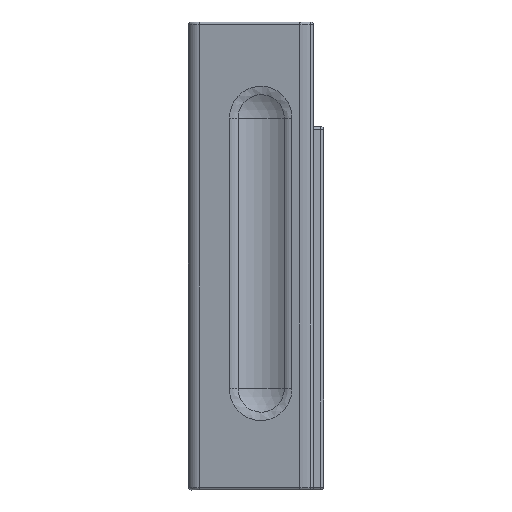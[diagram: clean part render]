
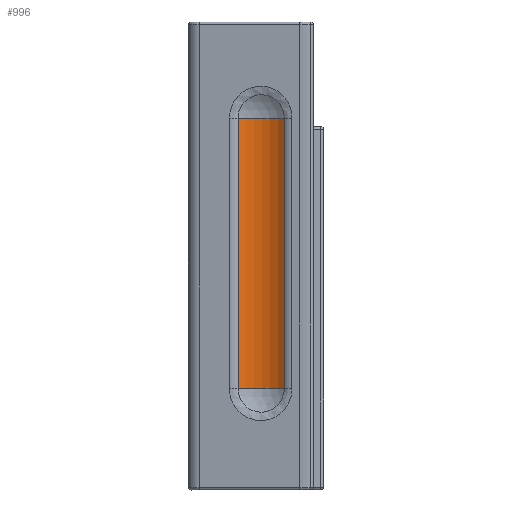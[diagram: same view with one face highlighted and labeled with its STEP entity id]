
A CAD part, top view. The second image highlights one B-rep face of the part: STEP entity #996.
In plain terms, the highlighted cylindrical face has radius 14 mm (diameter 28 mm), a partial arc.
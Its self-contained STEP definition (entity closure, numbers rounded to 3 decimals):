
#55 = CYLINDRICAL_SURFACE('',#56,5.);
#56 = AXIS2_PLACEMENT_3D('',#57,#58,#59);
#57 = CARTESIAN_POINT('',(15.696,-40.,
    31.865));
#58 = DIRECTION('',(0.,1.,0.));
#59 = DIRECTION('',(-0.208,0.,0.978));
#171 = CYLINDRICAL_SURFACE('',#172,5.);
#172 = AXIS2_PLACEMENT_3D('',#173,#174,#175);
#173 = CARTESIAN_POINT('',(-2.849,40.,
    27.923));
#174 = DIRECTION('',(0.,-1.,0.));
#175 = DIRECTION('',(-0.208,0.,0.978)
  );
#387 = VERTEX_POINT('',#388);
#388 = CARTESIAN_POINT('',(12.355,-40.,
    35.584));
#413 = EDGE_CURVE('',#387,#414,#416,.T.);
#414 = VERTEX_POINT('',#415);
#415 = CARTESIAN_POINT('',(12.355,40.,
    35.584));
#416 = SURFACE_CURVE('',#417,(#421,#428),.PCURVE_S1.);
#417 = LINE('',#418,#419);
#418 = CARTESIAN_POINT('',(12.355,-40.,
    35.584));
#419 = VECTOR('',#420,1.);
#420 = DIRECTION('',(0.,1.,0.));
#421 = PCURVE('',#55,#422);
#422 = DEFINITIONAL_REPRESENTATION('',(#423),#427);
#423 = LINE('',#424,#425);
#424 = CARTESIAN_POINT('',(-0.522,0.));
#425 = VECTOR('',#426,1.);
#426 = DIRECTION('',(-0.,1.));
#427 = ( GEOMETRIC_REPRESENTATION_CONTEXT(2) 
PARAMETRIC_REPRESENTATION_CONTEXT() REPRESENTATION_CONTEXT('2D SPACE',''
  ) );
#428 = PCURVE('',#429,#434);
#429 = CYLINDRICAL_SURFACE('',#430,14.);
#430 = AXIS2_PLACEMENT_3D('',#431,#432,#433);
#431 = CARTESIAN_POINT('',(3.,-40.,46.));
#432 = DIRECTION('',(0.,1.,0.));
#433 = DIRECTION('',(0.,0.,1.));
#434 = DEFINITIONAL_REPRESENTATION('',(#435),#439);
#435 = LINE('',#436,#437);
#436 = CARTESIAN_POINT('',(-3.873,0.));
#437 = VECTOR('',#438,1.);
#438 = DIRECTION('',(-0.,1.));
#439 = ( GEOMETRIC_REPRESENTATION_CONTEXT(2) 
PARAMETRIC_REPRESENTATION_CONTEXT() REPRESENTATION_CONTEXT('2D SPACE',''
  ) );
#471 = VERTEX_POINT('',#472);
#472 = CARTESIAN_POINT('',(-1.31,-40.,
    32.68));
#522 = SPHERICAL_SURFACE('',#523,14.);
#523 = AXIS2_PLACEMENT_3D('',#524,#525,#526);
#524 = CARTESIAN_POINT('',(3.,-40.,46.));
#525 = DIRECTION('',(0.,-1.,0.));
#526 = DIRECTION('',(0.,0.,1.));
#558 = VERTEX_POINT('',#559);
#559 = CARTESIAN_POINT('',(-1.31,40.,
    32.68));
#584 = SPHERICAL_SURFACE('',#585,14.);
#585 = AXIS2_PLACEMENT_3D('',#586,#587,#588);
#586 = CARTESIAN_POINT('',(3.,40.,46.));
#587 = DIRECTION('',(0.,-1.,0.));
#588 = DIRECTION('',(0.,0.,1.));
#642 = EDGE_CURVE('',#558,#471,#643,.T.);
#643 = SURFACE_CURVE('',#644,(#648,#655),.PCURVE_S1.);
#644 = LINE('',#645,#646);
#645 = CARTESIAN_POINT('',(-1.31,40.,
    32.68));
#646 = VECTOR('',#647,1.);
#647 = DIRECTION('',(0.,-1.,0.));
#648 = PCURVE('',#171,#649);
#649 = DEFINITIONAL_REPRESENTATION('',(#650),#654);
#650 = LINE('',#651,#652);
#651 = CARTESIAN_POINT('',(-0.522,0.));
#652 = VECTOR('',#653,1.);
#653 = DIRECTION('',(-0.,1.));
#654 = ( GEOMETRIC_REPRESENTATION_CONTEXT(2) 
PARAMETRIC_REPRESENTATION_CONTEXT() REPRESENTATION_CONTEXT('2D SPACE',''
  ) );
#655 = PCURVE('',#429,#656);
#656 = DEFINITIONAL_REPRESENTATION('',(#657),#661);
#657 = LINE('',#658,#659);
#658 = CARTESIAN_POINT('',(-2.829,80.));
#659 = VECTOR('',#660,1.);
#660 = DIRECTION('',(-0.,-1.));
#661 = ( GEOMETRIC_REPRESENTATION_CONTEXT(2) 
PARAMETRIC_REPRESENTATION_CONTEXT() REPRESENTATION_CONTEXT('2D SPACE',''
  ) );
#996 = ADVANCED_FACE('',(#997),#429,.F.);
#997 = FACE_BOUND('',#998,.T.);
#998 = EDGE_LOOP('',(#999,#1021,#1022,#1044));
#999 = ORIENTED_EDGE('',*,*,#1000,.F.);
#1000 = EDGE_CURVE('',#558,#414,#1001,.T.);
#1001 = SURFACE_CURVE('',#1002,(#1007,#1014),.PCURVE_S1.);
#1002 = CIRCLE('',#1003,14.);
#1003 = AXIS2_PLACEMENT_3D('',#1004,#1005,#1006);
#1004 = CARTESIAN_POINT('',(3.,40.,46.));
#1005 = DIRECTION('',(0.,-1.,0.));
#1006 = DIRECTION('',(0.,0.,1.));
#1007 = PCURVE('',#429,#1008);
#1008 = DEFINITIONAL_REPRESENTATION('',(#1009),#1013);
#1009 = LINE('',#1010,#1011);
#1010 = CARTESIAN_POINT('',(-0.,80.));
#1011 = VECTOR('',#1012,1.);
#1012 = DIRECTION('',(-1.,0.));
#1013 = ( GEOMETRIC_REPRESENTATION_CONTEXT(2) 
PARAMETRIC_REPRESENTATION_CONTEXT() REPRESENTATION_CONTEXT('2D SPACE',''
  ) );
#1014 = PCURVE('',#584,#1015);
#1015 = DEFINITIONAL_REPRESENTATION('',(#1016),#1020);
#1016 = LINE('',#1017,#1018);
#1017 = CARTESIAN_POINT('',(0.,0.));
#1018 = VECTOR('',#1019,1.);
#1019 = DIRECTION('',(1.,0.));
#1020 = ( GEOMETRIC_REPRESENTATION_CONTEXT(2) 
PARAMETRIC_REPRESENTATION_CONTEXT() REPRESENTATION_CONTEXT('2D SPACE',''
  ) );
#1021 = ORIENTED_EDGE('',*,*,#642,.T.);
#1022 = ORIENTED_EDGE('',*,*,#1023,.T.);
#1023 = EDGE_CURVE('',#471,#387,#1024,.T.);
#1024 = SURFACE_CURVE('',#1025,(#1030,#1037),.PCURVE_S1.);
#1025 = CIRCLE('',#1026,14.);
#1026 = AXIS2_PLACEMENT_3D('',#1027,#1028,#1029);
#1027 = CARTESIAN_POINT('',(3.,-40.,46.));
#1028 = DIRECTION('',(0.,-1.,0.));
#1029 = DIRECTION('',(0.,0.,1.));
#1030 = PCURVE('',#429,#1031);
#1031 = DEFINITIONAL_REPRESENTATION('',(#1032),#1036);
#1032 = LINE('',#1033,#1034);
#1033 = CARTESIAN_POINT('',(-0.,0.));
#1034 = VECTOR('',#1035,1.);
#1035 = DIRECTION('',(-1.,0.));
#1036 = ( GEOMETRIC_REPRESENTATION_CONTEXT(2) 
PARAMETRIC_REPRESENTATION_CONTEXT() REPRESENTATION_CONTEXT('2D SPACE',''
  ) );
#1037 = PCURVE('',#522,#1038);
#1038 = DEFINITIONAL_REPRESENTATION('',(#1039),#1043);
#1039 = LINE('',#1040,#1041);
#1040 = CARTESIAN_POINT('',(0.,0.));
#1041 = VECTOR('',#1042,1.);
#1042 = DIRECTION('',(1.,0.));
#1043 = ( GEOMETRIC_REPRESENTATION_CONTEXT(2) 
PARAMETRIC_REPRESENTATION_CONTEXT() REPRESENTATION_CONTEXT('2D SPACE',''
  ) );
#1044 = ORIENTED_EDGE('',*,*,#413,.T.);
